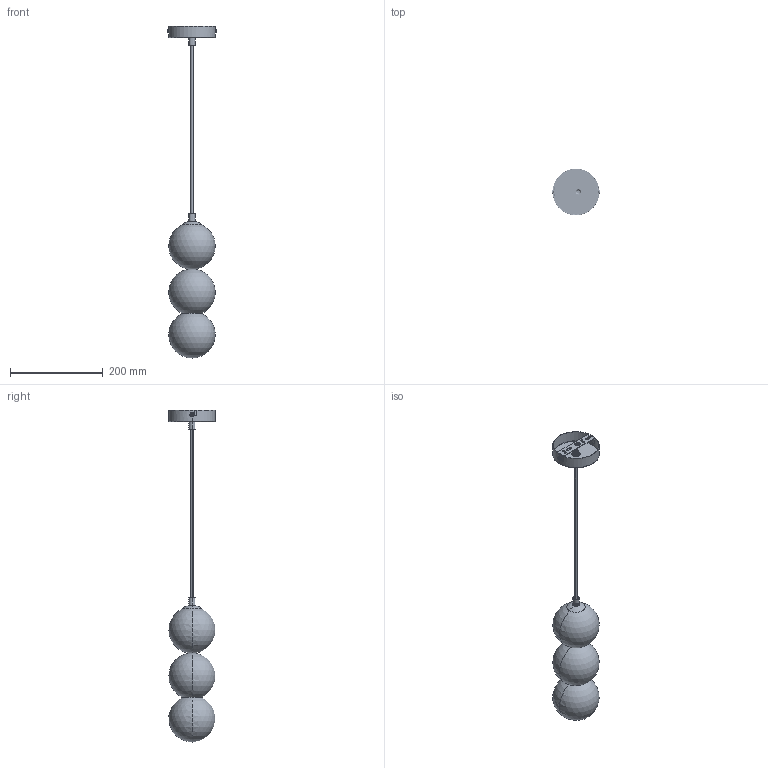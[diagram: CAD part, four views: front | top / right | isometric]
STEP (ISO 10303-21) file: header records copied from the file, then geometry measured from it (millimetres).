
FILE_DESCRIPTION((''),'2;1');
FILE_NAME('P0665_ASM','2026-01-14T',('PWJ'),(''),'PRO/ENGINEER BY PARAMETRIC TECHNOLOGY CORPORATION, 2010280','PRO/ENGINEER BY PARAMETRIC TECHNOLOGY CORPORATION, 2010280','');
FILE_SCHEMA(('CONFIG_CONTROL_DESIGN'));
Products named in the file (23): WO348-02; WO348-03; WO348-06; PL2025-25-05; PL2025-25-06; PL2025-25-04; P0665-01_ASM; PL2025-25-02; PL2025-25-08; PL2025-25-01; PL2025-25-07-185; PL2025-25-09; PL2025-25-010; PL2025-25-012; PL2025-25-011; PL2025-25-013; PL2025-25-014; SXT00043-014; SXT00043-014-1; P0665-03_ASM; P0665-02_ASM; PL2025-25-07; P0665_ASM
Assembly tree (27 placements, depth 4):
  P0665_ASM
    P0665-01_ASM
      WO348-02
      WO348-03
      WO348-06  x2
      PL2025-25-05
      PL2025-25-06
      PL2025-25-04
    P0665-02_ASM
      PL2025-25-02
      PL2025-25-08
      PL2025-25-05
      PL2025-25-01
      PL2025-25-07-185
      PL2025-25-09
      PL2025-25-010
      PL2025-25-012
      PL2025-25-011
      PL2025-25-013  x2
      PL2025-25-014
      P0665-03_ASM
        SXT00043-014
        SXT00043-014-1
    PL2025-25-07
    PL2025-25-09
    PL2025-25-010
Bounding box: 104.6 x 100 x 714.4 mm (x, y, z)
Volume: 1134227.3 mm3; surface area: 211127.8 mm2
Topology: 24 solids, 24 shells, 1508 faces, 4117 edges, 2668 vertices
Faces by surface type: cylinder 890, bspline 282, plane 244, cone 46, torus 28, sphere 18
Entity records: 106819 total; most frequent: CARTESIAN_POINT 79021, ORIENTED_EDGE 6642, DIRECTION 4194, EDGE_CURVE 3321, VERTEX_POINT 2153, B_SPLINE_CURVE_WITH_KNOTS 1615, AXIS2_PLACEMENT_3D 1441, VECTOR 1312
